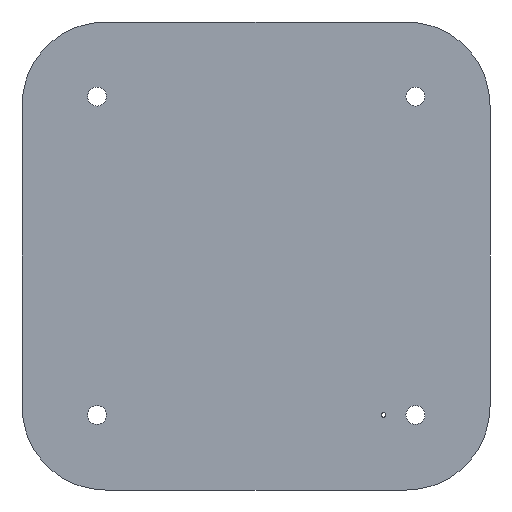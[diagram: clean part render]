
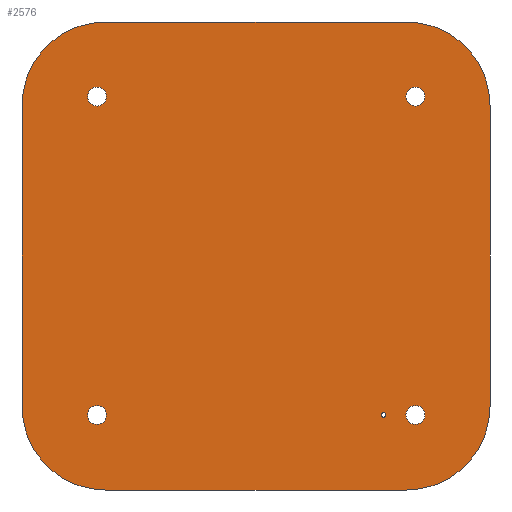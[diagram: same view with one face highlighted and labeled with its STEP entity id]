
A CAD part, front view. The second image highlights one B-rep face of the part: STEP entity #2576.
In plain terms, the highlighted planar face has unit normal (0, -1, 0).
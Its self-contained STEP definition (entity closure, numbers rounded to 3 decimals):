
#33=CIRCLE('',#2651,1.7);
#34=CIRCLE('',#2653,1.7);
#35=CIRCLE('',#2655,1.7);
#36=CIRCLE('',#2657,1.7);
#37=CIRCLE('',#2659,15.);
#38=CIRCLE('',#2661,15.);
#39=CIRCLE('',#2662,15.);
#40=CIRCLE('',#2663,15.);
#41=CIRCLE('',#2664,0.4);
#57=FACE_BOUND('',#393,.T.);
#58=FACE_BOUND('',#394,.T.);
#59=FACE_BOUND('',#395,.T.);
#60=FACE_BOUND('',#396,.T.);
#61=FACE_BOUND('',#397,.T.);
#103=PLANE('',#2660);
#238=FACE_OUTER_BOUND('',#392,.T.);
#392=EDGE_LOOP('',(#2311,#2312,#2313,#2314,#2315,#2316,#2317,#2318));
#393=EDGE_LOOP('',(#2319));
#394=EDGE_LOOP('',(#2320));
#395=EDGE_LOOP('',(#2321));
#396=EDGE_LOOP('',(#2322));
#397=EDGE_LOOP('',(#2323));
#593=LINE('',#5177,#790);
#594=LINE('',#5181,#791);
#595=LINE('',#5185,#792);
#596=LINE('',#5188,#793);
#790=VECTOR('',#2984,10.);
#791=VECTOR('',#2987,10.);
#792=VECTOR('',#2990,10.);
#793=VECTOR('',#2993,10.);
#1208=VERTEX_POINT('',#5154);
#1209=VERTEX_POINT('',#5158);
#1210=VERTEX_POINT('',#5162);
#1211=VERTEX_POINT('',#5166);
#1212=VERTEX_POINT('',#5170);
#1213=VERTEX_POINT('',#5172);
#1214=VERTEX_POINT('',#5176);
#1215=VERTEX_POINT('',#5178);
#1216=VERTEX_POINT('',#5180);
#1217=VERTEX_POINT('',#5182);
#1218=VERTEX_POINT('',#5184);
#1219=VERTEX_POINT('',#5186);
#1220=VERTEX_POINT('',#5189);
#1576=EDGE_CURVE('',#1208,#1208,#33,.T.);
#1578=EDGE_CURVE('',#1209,#1209,#34,.T.);
#1580=EDGE_CURVE('',#1210,#1210,#35,.T.);
#1582=EDGE_CURVE('',#1211,#1211,#36,.T.);
#1585=EDGE_CURVE('',#1212,#1213,#37,.T.);
#1587=EDGE_CURVE('',#1212,#1214,#593,.T.);
#1588=EDGE_CURVE('',#1215,#1214,#38,.T.);
#1589=EDGE_CURVE('',#1215,#1216,#594,.T.);
#1590=EDGE_CURVE('',#1217,#1216,#39,.T.);
#1591=EDGE_CURVE('',#1217,#1218,#595,.T.);
#1592=EDGE_CURVE('',#1219,#1218,#40,.T.);
#1593=EDGE_CURVE('',#1219,#1213,#596,.T.);
#1594=EDGE_CURVE('',#1220,#1220,#41,.T.);
#2311=ORIENTED_EDGE('',*,*,#1585,.F.);
#2312=ORIENTED_EDGE('',*,*,#1587,.T.);
#2313=ORIENTED_EDGE('',*,*,#1588,.F.);
#2314=ORIENTED_EDGE('',*,*,#1589,.T.);
#2315=ORIENTED_EDGE('',*,*,#1590,.F.);
#2316=ORIENTED_EDGE('',*,*,#1591,.T.);
#2317=ORIENTED_EDGE('',*,*,#1592,.F.);
#2318=ORIENTED_EDGE('',*,*,#1593,.T.);
#2319=ORIENTED_EDGE('',*,*,#1576,.T.);
#2320=ORIENTED_EDGE('',*,*,#1578,.T.);
#2321=ORIENTED_EDGE('',*,*,#1580,.T.);
#2322=ORIENTED_EDGE('',*,*,#1582,.T.);
#2323=ORIENTED_EDGE('',*,*,#1594,.F.);
#2576=ADVANCED_FACE('',(#238,#57,#58,#59,#60,#61),#103,.F.);
#2651=AXIS2_PLACEMENT_3D('',#5155,#2958,#2959);
#2653=AXIS2_PLACEMENT_3D('',#5159,#2963,#2964);
#2655=AXIS2_PLACEMENT_3D('',#5163,#2968,#2969);
#2657=AXIS2_PLACEMENT_3D('',#5167,#2973,#2974);
#2659=AXIS2_PLACEMENT_3D('',#5173,#2979,#2980);
#2660=AXIS2_PLACEMENT_3D('',#5175,#2982,#2983);
#2661=AXIS2_PLACEMENT_3D('',#5179,#2985,#2986);
#2662=AXIS2_PLACEMENT_3D('',#5183,#2988,#2989);
#2663=AXIS2_PLACEMENT_3D('',#5187,#2991,#2992);
#2664=AXIS2_PLACEMENT_3D('',#5190,#2994,#2995);
#2958=DIRECTION('center_axis',(0.,1.,0.));
#2959=DIRECTION('ref_axis',(1.,0.,0.));
#2963=DIRECTION('center_axis',(0.,1.,0.));
#2964=DIRECTION('ref_axis',(1.,0.,0.));
#2968=DIRECTION('center_axis',(0.,1.,0.));
#2969=DIRECTION('ref_axis',(1.,0.,0.));
#2973=DIRECTION('center_axis',(0.,1.,0.));
#2974=DIRECTION('ref_axis',(1.,0.,0.));
#2979=DIRECTION('center_axis',(0.,1.,0.));
#2980=DIRECTION('ref_axis',(-0.707,0.,-0.707));
#2982=DIRECTION('center_axis',(0.,1.,0.));
#2983=DIRECTION('ref_axis',(1.,0.,0.));
#2984=DIRECTION('',(1.,0.,0.));
#2985=DIRECTION('center_axis',(0.,1.,0.));
#2986=DIRECTION('ref_axis',(0.707,0.,-0.707));
#2987=DIRECTION('',(0.,0.,1.));
#2988=DIRECTION('center_axis',(0.,1.,0.));
#2989=DIRECTION('ref_axis',(0.707,0.,0.707));
#2990=DIRECTION('',(-1.,0.,0.));
#2991=DIRECTION('center_axis',(0.,1.,0.));
#2992=DIRECTION('ref_axis',(-0.707,0.,0.707));
#2993=DIRECTION('',(0.,0.,-1.));
#2994=DIRECTION('center_axis',(0.,-1.,0.));
#2995=DIRECTION('ref_axis',(1.,0.,0.));
#5154=CARTESIAN_POINT('',(-227.9,0.,-50.));
#5155=CARTESIAN_POINT('Origin',(-226.2,0.,-50.));
#5158=CARTESIAN_POINT('',(-170.75,0.,-107.15));
#5159=CARTESIAN_POINT('Origin',(-169.05,0.,-107.15));
#5162=CARTESIAN_POINT('',(-170.75,0.,-50.));
#5163=CARTESIAN_POINT('Origin',(-169.05,0.,-50.));
#5166=CARTESIAN_POINT('',(-227.9,0.,-107.15));
#5167=CARTESIAN_POINT('Origin',(-226.2,0.,-107.15));
#5170=CARTESIAN_POINT('',(-224.67,0.,-120.62));
#5172=CARTESIAN_POINT('',(-239.67,0.,-105.62));
#5173=CARTESIAN_POINT('Origin',(-224.67,0.,-105.62));
#5175=CARTESIAN_POINT('Origin',(-197.67,0.,-78.62));
#5176=CARTESIAN_POINT('',(-170.67,0.,-120.62));
#5177=CARTESIAN_POINT('',(-239.67,0.,-120.62));
#5178=CARTESIAN_POINT('',(-155.67,0.,-105.62));
#5179=CARTESIAN_POINT('Origin',(-170.67,0.,-105.62));
#5180=CARTESIAN_POINT('',(-155.67,0.,-51.62));
#5181=CARTESIAN_POINT('',(-155.67,0.,-120.62));
#5182=CARTESIAN_POINT('',(-170.67,0.,-36.62));
#5183=CARTESIAN_POINT('Origin',(-170.67,0.,-51.62));
#5184=CARTESIAN_POINT('',(-224.67,0.,-36.62));
#5185=CARTESIAN_POINT('',(-155.67,0.,-36.62));
#5186=CARTESIAN_POINT('',(-239.67,0.,-51.62));
#5187=CARTESIAN_POINT('Origin',(-224.67,0.,-51.62));
#5188=CARTESIAN_POINT('',(-239.67,0.,-36.62));
#5189=CARTESIAN_POINT('',(-175.165,0.,-107.145));
#5190=CARTESIAN_POINT('Origin',(-174.765,0.,-107.145));
